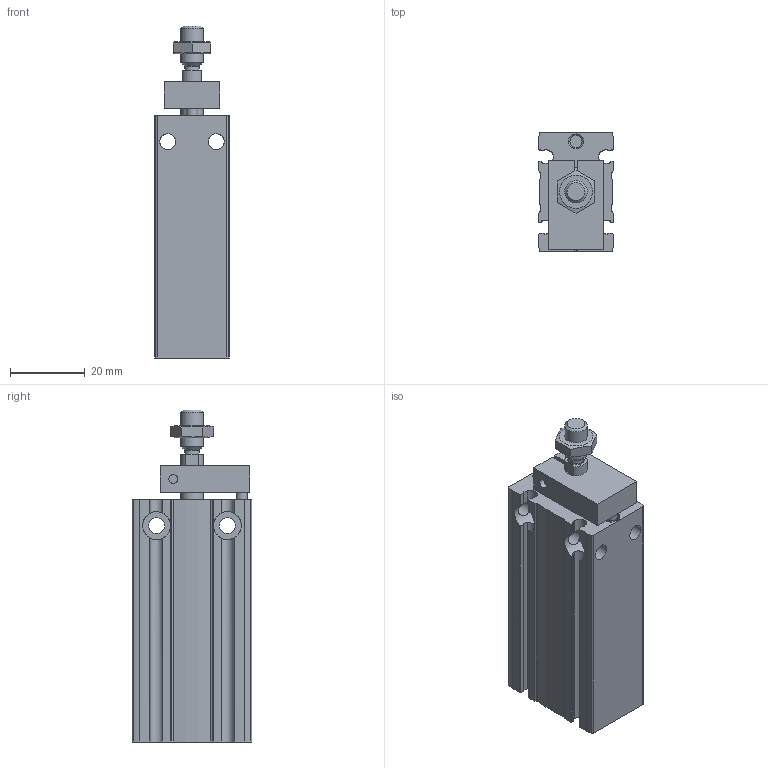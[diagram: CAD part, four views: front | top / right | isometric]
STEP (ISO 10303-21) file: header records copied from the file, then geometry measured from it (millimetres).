
FILE_DESCRIPTION(/* description */ ('STEP AP214'),/* implementation_level */ '2;1');
FILE_NAME(/* name */ '4834264_DPDM-Q-16-25-PA',/* time_stamp */ '2024-08-20T21:18:49+02:00',/* author */ ('License CC BY-ND 4.0'),/* organization */ ('CADENAS'),/* preprocessor_version */ 'ST-DEVELOPER v19.3',/* originating_system */ 'PARTsolutions',/* authorisation */ ' ');
FILE_SCHEMA (('AUTOMOTIVE_DESIGN { 1 0 10303 214 3 1 1 }','AUTOMOTIVE_DESIGN {1 0 10303 214 3 1 1}'));
Length unit declared in the file: millimetre
Products named in the file (6): 4834264 DPDM-Q-16-25-PA---(0); 4186566 DPDM-Q-25---(h); 4186566 DPDM-Q-25---(r); ISO 4035 M6(F); 4186566 DPDM 16-25---(p); ISO-4762 M3x10
Assembly tree (5 placements, depth 2):
  4834264 DPDM-Q-16-25-PA---(0)
    4186566 DPDM-Q-25---(h)
    4186566 DPDM-Q-25---(r)
    ISO 4035 M6(F)
    4186566 DPDM 16-25---(p)
    ISO-4762 M3x10
Bounding box: 20 x 32 x 89 mm (x, y, z)
Volume: 34521.1 mm3; surface area: 17833.8 mm2
Topology: 5 solids, 6 shells, 254 faces, 656 edges, 429 vertices
Faces by surface type: cylinder 111, plane 110, cone 31, torus 2
Full cylindrical faces by diameter (mm): 2.459 x1, 3 x3, 3.242 x3, 3.4 x1, 4 x2, 4.134 x2, 4.3 x8, 4.5 x2, 4.917 x1, 5.5 x1, 5.9 x1, 6 x3, 7.5 x4, 14 x1, 16 x2, 18 x1
Entity records: 9052 total; most frequent: CARTESIAN_POINT 1688, DIRECTION 1248, ORIENTED_EDGE 1156, EDGE_CURVE 578, AXIS2_PLACEMENT_3D 497, VERTEX_POINT 416, FACE_BOUND 360, EDGE_LOOP 358
